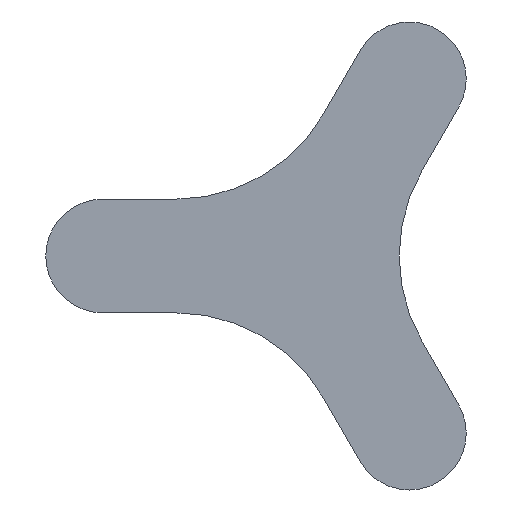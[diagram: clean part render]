
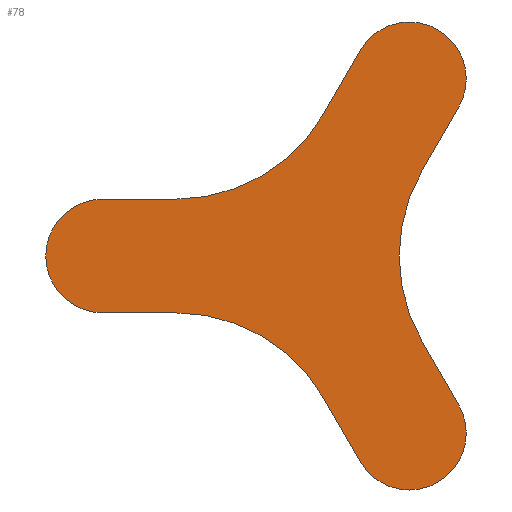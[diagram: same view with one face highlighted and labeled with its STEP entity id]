
A CAD part, front view. The second image highlights one B-rep face of the part: STEP entity #78.
In plain terms, the highlighted planar face has unit normal (0, -1, 0).
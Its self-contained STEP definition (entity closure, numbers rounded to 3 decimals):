
#61=FACE_OUTER_BOUND('',#122,.T.);
#78=ADVANCED_FACE('',(#61),#95,.F.);
#95=PLANE('',#397);
#122=EDGE_LOOP('',(#234,#235,#236,#237,#238,#239,#240,#241,#242,#243,#244,
#245));
#143=LINE('',#554,#167);
#146=LINE('',#560,#170);
#149=LINE('',#568,#173);
#152=LINE('',#574,#176);
#155=LINE('',#582,#179);
#158=LINE('',#588,#182);
#167=VECTOR('',#446,1.);
#170=VECTOR('',#451,1.);
#173=VECTOR('',#460,1.);
#176=VECTOR('',#465,1.);
#179=VECTOR('',#474,1.);
#182=VECTOR('',#479,1.);
#234=ORIENTED_EDGE('',*,*,#313,.F.);
#235=ORIENTED_EDGE('',*,*,#332,.F.);
#236=ORIENTED_EDGE('',*,*,#333,.T.);
#237=ORIENTED_EDGE('',*,*,#329,.F.);
#238=ORIENTED_EDGE('',*,*,#327,.F.);
#239=ORIENTED_EDGE('',*,*,#325,.F.);
#240=ORIENTED_EDGE('',*,*,#334,.T.);
#241=ORIENTED_EDGE('',*,*,#322,.F.);
#242=ORIENTED_EDGE('',*,*,#320,.F.);
#243=ORIENTED_EDGE('',*,*,#318,.F.);
#244=ORIENTED_EDGE('',*,*,#335,.T.);
#245=ORIENTED_EDGE('',*,*,#315,.F.);
#282=VERTEX_POINT('',#549);
#283=VERTEX_POINT('',#551);
#284=VERTEX_POINT('',#555);
#285=VERTEX_POINT('',#559);
#286=VERTEX_POINT('',#561);
#287=VERTEX_POINT('',#565);
#288=VERTEX_POINT('',#569);
#289=VERTEX_POINT('',#573);
#290=VERTEX_POINT('',#575);
#291=VERTEX_POINT('',#579);
#292=VERTEX_POINT('',#583);
#293=VERTEX_POINT('',#587);
#313=EDGE_CURVE('',#282,#283,#348,.T.);
#315=EDGE_CURVE('',#283,#284,#143,.T.);
#318=EDGE_CURVE('',#285,#286,#146,.T.);
#320=EDGE_CURVE('',#286,#287,#349,.T.);
#322=EDGE_CURVE('',#287,#288,#149,.T.);
#325=EDGE_CURVE('',#289,#290,#152,.T.);
#327=EDGE_CURVE('',#290,#291,#350,.T.);
#329=EDGE_CURVE('',#291,#292,#155,.T.);
#332=EDGE_CURVE('',#293,#282,#158,.T.);
#333=EDGE_CURVE('',#293,#292,#351,.T.);
#334=EDGE_CURVE('',#289,#288,#352,.T.);
#335=EDGE_CURVE('',#285,#284,#353,.T.);
#348=CIRCLE('',#382,10.);
#349=CIRCLE('',#386,10.);
#350=CIRCLE('',#390,10.);
#351=CIRCLE('',#394,30.);
#352=CIRCLE('',#395,30.);
#353=CIRCLE('',#396,30.);
#382=AXIS2_PLACEMENT_3D('',#550,#441,#442);
#386=AXIS2_PLACEMENT_3D('',#564,#455,#456);
#390=AXIS2_PLACEMENT_3D('',#578,#469,#470);
#394=AXIS2_PLACEMENT_3D('',#590,#482,#483);
#395=AXIS2_PLACEMENT_3D('',#591,#484,#485);
#396=AXIS2_PLACEMENT_3D('',#592,#486,#487);
#397=AXIS2_PLACEMENT_3D('',#593,#488,#489);
#441=DIRECTION('',(0.,1.,0.));
#442=DIRECTION('',(1.,0.,0.));
#446=DIRECTION('',(1.,0.,0.));
#451=DIRECTION('',(0.5,0.,0.866));
#455=DIRECTION('',(0.,1.,0.));
#456=DIRECTION('',(-0.5,0.,-0.866));
#460=DIRECTION('',(-0.5,0.,-0.866));
#465=DIRECTION('',(0.5,0.,-0.866));
#469=DIRECTION('',(0.,1.,0.));
#470=DIRECTION('',(-0.5,0.,0.866));
#474=DIRECTION('',(-0.5,0.,0.866));
#479=DIRECTION('',(-1.,0.,0.));
#482=DIRECTION('',(0.,1.,0.));
#483=DIRECTION('',(0.,0.,1.));
#484=DIRECTION('',(0.,1.,0.));
#485=DIRECTION('',(0.,0.,1.));
#486=DIRECTION('',(0.,1.,0.));
#487=DIRECTION('',(0.,0.,1.));
#488=DIRECTION('',(0.,1.,0.));
#489=DIRECTION('',(0.,0.,1.));
#549=CARTESIAN_POINT('',(-36.,-15.,-10.));
#550=CARTESIAN_POINT('',(-36.,-15.,0.));
#551=CARTESIAN_POINT('',(-36.,-15.,10.));
#554=CARTESIAN_POINT('',(-36.,-15.,10.));
#555=CARTESIAN_POINT('',(-23.094,-15.,10.));
#559=CARTESIAN_POINT('',(2.887,-15.,25.));
#560=CARTESIAN_POINT('',(-5.774,-15.,10.));
#561=CARTESIAN_POINT('',(9.34,-15.,36.177));
#564=CARTESIAN_POINT('',(18.,-15.,31.177));
#565=CARTESIAN_POINT('',(26.66,-15.,26.177));
#568=CARTESIAN_POINT('',(26.66,-15.,26.177));
#569=CARTESIAN_POINT('',(20.207,-15.,15.));
#573=CARTESIAN_POINT('',(20.207,-15.,-15.));
#574=CARTESIAN_POINT('',(11.547,-15.,0.));
#575=CARTESIAN_POINT('',(26.66,-15.,-26.177));
#578=CARTESIAN_POINT('',(18.,-15.,-31.177));
#579=CARTESIAN_POINT('',(9.34,-15.,-36.177));
#582=CARTESIAN_POINT('',(9.34,-15.,-36.177));
#583=CARTESIAN_POINT('',(2.887,-15.,-25.));
#587=CARTESIAN_POINT('',(-23.094,-15.,-10.));
#588=CARTESIAN_POINT('',(-5.774,-15.,-10.));
#590=CARTESIAN_POINT('',(-23.094,-15.,-40.));
#591=CARTESIAN_POINT('',(46.188,-15.,0.));
#592=CARTESIAN_POINT('',(-23.094,-15.,40.));
#593=CARTESIAN_POINT('',(-36.,-15.,0.));
